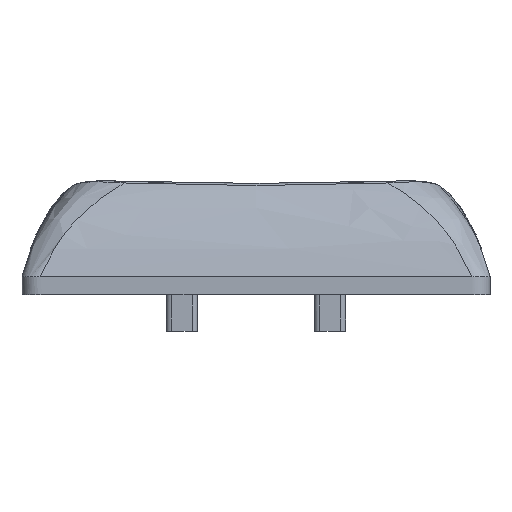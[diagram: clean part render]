
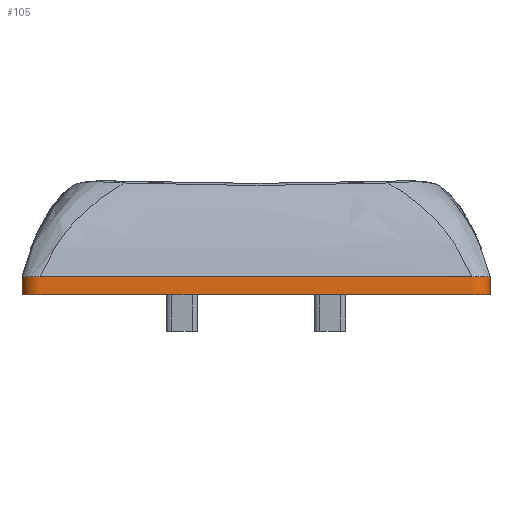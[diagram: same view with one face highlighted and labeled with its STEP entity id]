
A CAD part, front view. The second image highlights one B-rep face of the part: STEP entity #105.
In plain terms, the highlighted free-form (B-spline) face has degree [1, 2] with [2, 9] control points.
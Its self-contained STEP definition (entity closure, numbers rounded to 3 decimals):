
#105=ADVANCED_FACE('',(#333),#3566,.T.);
#333=FACE_OUTER_BOUND('',#563,.T.);
#563=EDGE_LOOP('',(#1194,#1195,#1196,#1197,#1198,#1199,#1200));
#1194=ORIENTED_EDGE('',*,*,#2542,.T.);
#1195=ORIENTED_EDGE('',*,*,#2315,.T.);
#1196=ORIENTED_EDGE('',*,*,#2316,.T.);
#1197=ORIENTED_EDGE('',*,*,#2317,.T.);
#1198=ORIENTED_EDGE('',*,*,#2318,.T.);
#1199=ORIENTED_EDGE('',*,*,#2284,.F.);
#1200=ORIENTED_EDGE('',*,*,#2543,.F.);
#2284=EDGE_CURVE('',#3382,#3383,#2671,.T.);
#2315=EDGE_CURVE('',#3404,#3405,#2702,.T.);
#2316=EDGE_CURVE('',#3405,#3406,#2703,.T.);
#2317=EDGE_CURVE('',#3406,#3407,#2704,.T.);
#2318=EDGE_CURVE('',#3407,#3383,#2705,.T.);
#2542=EDGE_CURVE('',#3548,#3404,#2752,.T.);
#2543=EDGE_CURVE('',#3548,#3382,#2753,.T.);
#2671=(
BOUNDED_CURVE()
B_SPLINE_CURVE(1,(#8694,#8695),.UNSPECIFIED.,.F.,.F.)
B_SPLINE_CURVE_WITH_KNOTS((2,2),(0.,0.7),.UNSPECIFIED.)
CURVE()
GEOMETRIC_REPRESENTATION_ITEM()
RATIONAL_B_SPLINE_CURVE((1.,1.))
REPRESENTATION_ITEM('')
);
#2702=(
BOUNDED_CURVE()
B_SPLINE_CURVE(2,(#8942,#8943,#8944),.UNSPECIFIED.,.F.,.F.)
B_SPLINE_CURVE_WITH_KNOTS((3,3),(54.399,55.499),
 .UNSPECIFIED.)
CURVE()
GEOMETRIC_REPRESENTATION_ITEM()
RATIONAL_B_SPLINE_CURVE((1.,0.707,1.))
REPRESENTATION_ITEM('')
);
#2703=(
BOUNDED_CURVE()
B_SPLINE_CURVE(2,(#8945,#8946,#8947),.UNSPECIFIED.,.F.,.F.)
B_SPLINE_CURVE_WITH_KNOTS((3,3),(55.499,72.099),
 .UNSPECIFIED.)
CURVE()
GEOMETRIC_REPRESENTATION_ITEM()
RATIONAL_B_SPLINE_CURVE((1.,1.,1.))
REPRESENTATION_ITEM('')
);
#2704=(
BOUNDED_CURVE()
B_SPLINE_CURVE(2,(#8948,#8949,#8950),.UNSPECIFIED.,.F.,.F.)
B_SPLINE_CURVE_WITH_KNOTS((3,3),(72.099,73.198),
 .UNSPECIFIED.)
CURVE()
GEOMETRIC_REPRESENTATION_ITEM()
RATIONAL_B_SPLINE_CURVE((1.,0.707,1.))
REPRESENTATION_ITEM('')
);
#2705=(
BOUNDED_CURVE()
B_SPLINE_CURVE(2,(#8951,#8952,#8953),.UNSPECIFIED.,.F.,.F.)
B_SPLINE_CURVE_WITH_KNOTS((3,3),(73.198,108.798),
 .UNSPECIFIED.)
CURVE()
GEOMETRIC_REPRESENTATION_ITEM()
RATIONAL_B_SPLINE_CURVE((1.,1.,1.))
REPRESENTATION_ITEM('')
);
#2752=(
BOUNDED_CURVE()
B_SPLINE_CURVE(1,(#10293,#10294),.UNSPECIFIED.,.F.,.F.)
B_SPLINE_CURVE_WITH_KNOTS((2,2),(0.,0.7),.UNSPECIFIED.)
CURVE()
GEOMETRIC_REPRESENTATION_ITEM()
RATIONAL_B_SPLINE_CURVE((1.,1.))
REPRESENTATION_ITEM('')
);
#2753=(
BOUNDED_CURVE()
B_SPLINE_CURVE(2,(#10295,#10296,#10297,#10298,#10299,#10300,#10301,#10302,
#10303),.UNSPECIFIED.,.F.,.F.)
B_SPLINE_CURVE_WITH_KNOTS((3,2,2,2,3),(54.399,55.499,
72.099,73.198,108.798),.UNSPECIFIED.)
CURVE()
GEOMETRIC_REPRESENTATION_ITEM()
RATIONAL_B_SPLINE_CURVE((1.,0.707,1.,1.,1.,0.707,
1.,1.,1.))
REPRESENTATION_ITEM('')
);
#3382=VERTEX_POINT('',#7746);
#3383=VERTEX_POINT('',#7747);
#3404=VERTEX_POINT('',#7768);
#3405=VERTEX_POINT('',#7769);
#3406=VERTEX_POINT('',#7770);
#3407=VERTEX_POINT('',#7771);
#3548=VERTEX_POINT('',#7912);
#3566=(
BOUNDED_SURFACE()
B_SPLINE_SURFACE(1,2,((#7276,#7277,#7278,#7279,#7280,#7281,#7282,#7283,
#7284),(#7285,#7286,#7287,#7288,#7289,#7290,#7291,#7292,#7293)),
 .UNSPECIFIED.,.F.,.F.,.F.)
B_SPLINE_SURFACE_WITH_KNOTS((2,2),(3,2,2,2,3),(0.,0.7),(54.399,
55.499,72.099,73.198,108.798),
 .UNSPECIFIED.)
GEOMETRIC_REPRESENTATION_ITEM()
RATIONAL_B_SPLINE_SURFACE(((1.,0.707,1.,1.,1.,0.707,
1.,1.,1.),(1.,0.707,1.,1.,1.,0.707,1.,1.,1.)))
REPRESENTATION_ITEM('')
SURFACE()
);
#7276=CARTESIAN_POINT('',(115.75,-26.3,-0.4));
#7277=CARTESIAN_POINT('',(115.75,-27.,-0.4));
#7278=CARTESIAN_POINT('',(115.05,-27.,-0.4));
#7279=CARTESIAN_POINT('',(106.75,-27.,-0.4));
#7280=CARTESIAN_POINT('',(98.45,-27.,-0.4));
#7281=CARTESIAN_POINT('',(97.75,-27.,-0.4));
#7282=CARTESIAN_POINT('',(97.75,-26.3,-0.4));
#7283=CARTESIAN_POINT('',(97.75,-8.5,-0.4));
#7284=CARTESIAN_POINT('',(97.75,9.3,-0.4));
#7285=CARTESIAN_POINT('',(115.75,-26.3,0.3));
#7286=CARTESIAN_POINT('',(115.75,-27.,0.3));
#7287=CARTESIAN_POINT('',(115.05,-27.,0.3));
#7288=CARTESIAN_POINT('',(106.75,-27.,0.3));
#7289=CARTESIAN_POINT('',(98.45,-27.,0.3));
#7290=CARTESIAN_POINT('',(97.75,-27.,0.3));
#7291=CARTESIAN_POINT('',(97.75,-26.3,0.3));
#7292=CARTESIAN_POINT('',(97.75,-8.5,0.3));
#7293=CARTESIAN_POINT('',(97.75,9.3,0.3));
#7746=CARTESIAN_POINT('',(97.75,9.3,-0.4));
#7747=CARTESIAN_POINT('',(97.75,9.3,0.3));
#7768=CARTESIAN_POINT('',(115.75,-26.3,0.3));
#7769=CARTESIAN_POINT('',(115.05,-27.,0.3));
#7770=CARTESIAN_POINT('',(98.45,-27.,0.3));
#7771=CARTESIAN_POINT('',(97.75,-26.3,0.3));
#7912=CARTESIAN_POINT('',(115.75,-26.3,-0.4));
#8694=CARTESIAN_POINT('',(97.75,9.3,-0.4));
#8695=CARTESIAN_POINT('',(97.75,9.3,0.3));
#8942=CARTESIAN_POINT('',(115.75,-26.3,0.3));
#8943=CARTESIAN_POINT('',(115.75,-27.,0.3));
#8944=CARTESIAN_POINT('',(115.05,-27.,0.3));
#8945=CARTESIAN_POINT('',(115.05,-27.,0.3));
#8946=CARTESIAN_POINT('',(106.75,-27.,0.3));
#8947=CARTESIAN_POINT('',(98.45,-27.,0.3));
#8948=CARTESIAN_POINT('',(98.45,-27.,0.3));
#8949=CARTESIAN_POINT('',(97.75,-27.,0.3));
#8950=CARTESIAN_POINT('',(97.75,-26.3,0.3));
#8951=CARTESIAN_POINT('',(97.75,-26.3,0.3));
#8952=CARTESIAN_POINT('',(97.75,-8.5,0.3));
#8953=CARTESIAN_POINT('',(97.75,9.3,0.3));
#10293=CARTESIAN_POINT('',(115.75,-26.3,-0.4));
#10294=CARTESIAN_POINT('',(115.75,-26.3,0.3));
#10295=CARTESIAN_POINT('',(115.75,-26.3,-0.4));
#10296=CARTESIAN_POINT('',(115.75,-27.,-0.4));
#10297=CARTESIAN_POINT('',(115.05,-27.,-0.4));
#10298=CARTESIAN_POINT('',(106.75,-27.,-0.4));
#10299=CARTESIAN_POINT('',(98.45,-27.,-0.4));
#10300=CARTESIAN_POINT('',(97.75,-27.,-0.4));
#10301=CARTESIAN_POINT('',(97.75,-26.3,-0.4));
#10302=CARTESIAN_POINT('',(97.75,-8.5,-0.4));
#10303=CARTESIAN_POINT('',(97.75,9.3,-0.4));
